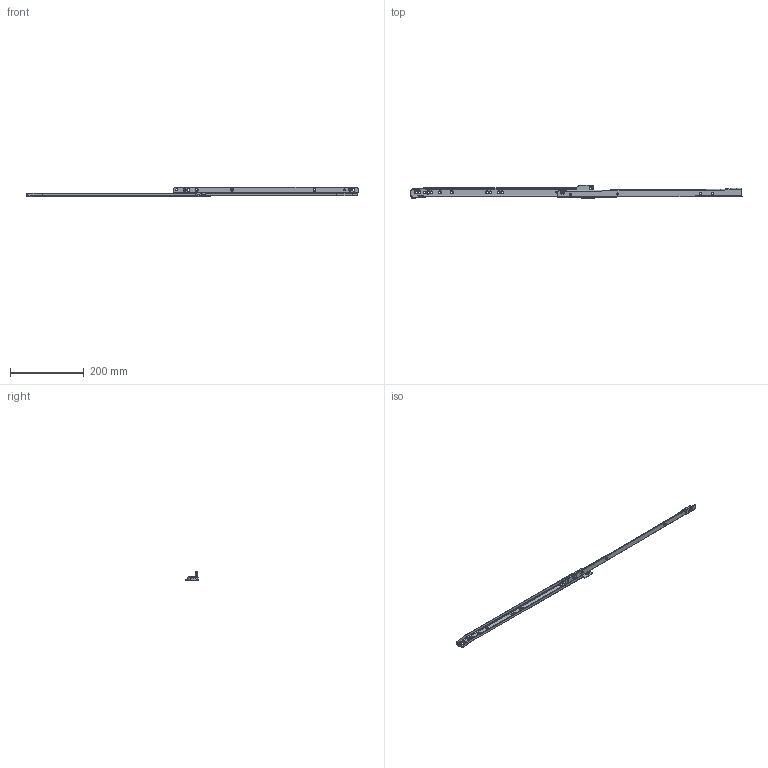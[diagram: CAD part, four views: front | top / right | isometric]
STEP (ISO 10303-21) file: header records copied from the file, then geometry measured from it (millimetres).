
FILE_DESCRIPTION (( 'STEP AP214' ), '1' );
FILE_NAME ('FR_2021.0500mm_20inch_open_right.STEP', '2022-11-15T07:51:40', ( '' ), ( '' ), 'SwSTEP 2.0', 'SolidWorks 2020', '' );
FILE_SCHEMA (( 'AUTOMOTIVE_DESIGN' ));
Length unit declared in the file: millimetre
Products named in the file (5): 2021.XXX-01.W013.re_NL 500 Topf Standard; FR_2021.0500mm_20inch_open_right; 2021.XXX-01.W013.re_NL 500; 2021.XXX-03.W152.re_NL 500; 2021.XXX-03.W152_NL 500 re of
Assembly tree (4 placements, depth 3):
  FR_2021.0500mm_20inch_open_right
    2021.XXX-01.W013.re_NL 500
      2021.XXX-01.W013.re_NL 500 Topf Standard
    2021.XXX-03.W152.re_NL 500
      2021.XXX-03.W152_NL 500 re of
Bounding box: 900.8 x 36.65 x 25.5 mm (x, y, z)
Volume: 48901.6 mm3; surface area: 79776.1 mm2
Topology: 2 solids, 2 shells, 886 faces, 2125 edges, 1364 vertices
Faces by surface type: cylinder 421, plane 350, cone 53, bspline 39, torus 15, sphere 8
Entity records: 29815 total; most frequent: CARTESIAN_POINT 7009, DIRECTION 4577, ORIENTED_EDGE 4232, EDGE_CURVE 2116, AXIS2_PLACEMENT_3D 1737, VERTEX_POINT 1360, VECTOR 1103, LINE 1103
